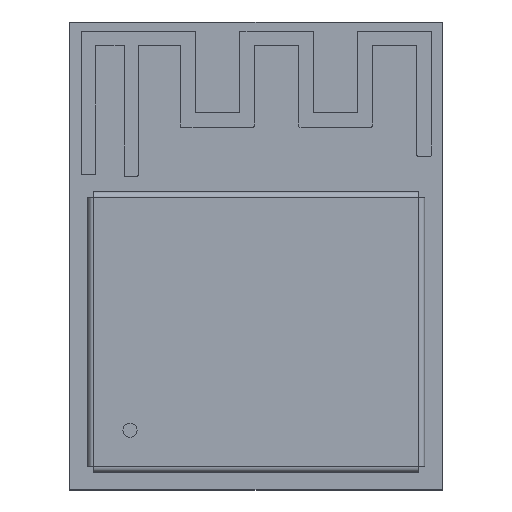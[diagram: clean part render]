
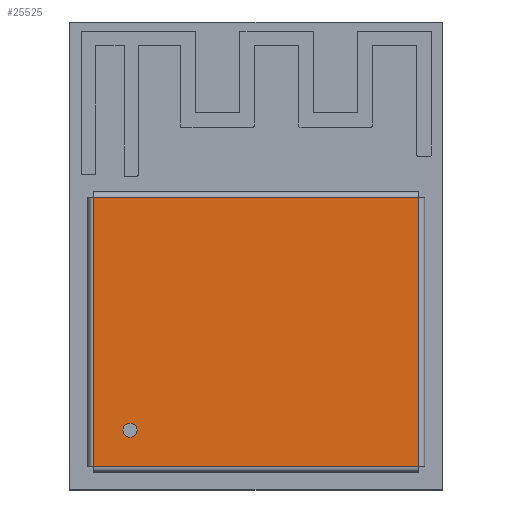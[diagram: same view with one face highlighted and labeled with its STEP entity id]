
A CAD part, top view. The second image highlights one B-rep face of the part: STEP entity #25525.
In plain terms, the highlighted face is planar.
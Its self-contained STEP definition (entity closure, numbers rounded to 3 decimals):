
#122 = VECTOR ( 'NONE', #1368, 1000. ) ;
#689 = EDGE_CURVE ( 'NONE', #17696, #40306, #54439, .T. ) ;
#1368 = DIRECTION ( 'NONE',  ( 1., 0., 0. ) ) ;
#1416 = EDGE_CURVE ( 'NONE', #18838, #30792, #32342, .T. ) ;
#1924 = CARTESIAN_POINT ( 'NONE',  ( -5.775, 1.6, 4.775 ) ) ;
#3897 = DIRECTION ( 'NONE',  ( 0., -1., 0. ) ) ;
#3992 = DIRECTION ( 'NONE',  ( 0., 0., 1. ) ) ;
#4160 = CARTESIAN_POINT ( 'NONE',  ( -4.475, 1.6, 3.475 ) ) ;
#6667 = DIRECTION ( 'NONE',  ( 0., 0., -1. ) ) ;
#6998 = ORIENTED_EDGE ( 'NONE', *, *, #15969, .T. ) ;
#7838 = LINE ( 'NONE', #24925, #122 ) ;
#8886 = VERTEX_POINT ( 'NONE', #31962 ) ;
#9302 = DIRECTION ( 'NONE',  ( 0., 1., 0. ) ) ;
#11579 = CIRCLE ( 'NONE', #33121, 0.25 ) ;
#12335 = EDGE_CURVE ( 'NONE', #8886, #22640, #24461, .T. ) ;
#13848 = DIRECTION ( 'NONE',  ( 0., -1., 0. ) ) ;
#14396 = DIRECTION ( 'NONE',  ( 0., 0., 1. ) ) ;
#14852 = DIRECTION ( 'NONE',  ( -1., 0., 0. ) ) ;
#15969 = EDGE_CURVE ( 'NONE', #30792, #17696, #7838, .T. ) ;
#17696 = VERTEX_POINT ( 'NONE', #55177 ) ;
#18111 = ORIENTED_EDGE ( 'NONE', *, *, #19731, .T. ) ;
#18588 = CARTESIAN_POINT ( 'NONE',  ( -4.475, 1.6, 3.475 ) ) ;
#18838 = VERTEX_POINT ( 'NONE', #42246 ) ;
#19731 = EDGE_CURVE ( 'NONE', #22640, #8886, #11579, .T. ) ;
#22566 = ORIENTED_EDGE ( 'NONE', *, *, #1416, .T. ) ;
#22640 = VERTEX_POINT ( 'NONE', #23436 ) ;
#22919 = VECTOR ( 'NONE', #3992, 1000. ) ;
#23032 = EDGE_CURVE ( 'NONE', #40306, #18838, #36470, .T. ) ;
#23194 = CARTESIAN_POINT ( 'NONE',  ( 5.775, 1.6, 0. ) ) ;
#23436 = CARTESIAN_POINT ( 'NONE',  ( -4.475, 1.6, 3.225 ) ) ;
#24461 = CIRCLE ( 'NONE', #44224, 0.25 ) ;
#24925 = CARTESIAN_POINT ( 'NONE',  ( 0., 1.6, 4.775 ) ) ;
#25525 = ADVANCED_FACE ( 'NONE', ( #40476, #27489 ), #35434, .T. ) ;
#27489 = FACE_OUTER_BOUND ( 'NONE', #29341, .T. ) ;
#28407 = EDGE_LOOP ( 'NONE', ( #50588, #18111 ) ) ;
#29341 = EDGE_LOOP ( 'NONE', ( #6998, #45643, #53984, #22566 ) ) ;
#30792 = VERTEX_POINT ( 'NONE', #1924 ) ;
#30917 = CARTESIAN_POINT ( 'NONE',  ( 0., 1.6, 0. ) ) ;
#31746 = DIRECTION ( 'NONE',  ( 0., 0., 1. ) ) ;
#31962 = CARTESIAN_POINT ( 'NONE',  ( -4.475, 1.6, 3.725 ) ) ;
#32342 = LINE ( 'NONE', #49527, #22919 ) ;
#33071 = DIRECTION ( 'NONE',  ( 0., 0., 1. ) ) ;
#33121 = AXIS2_PLACEMENT_3D ( 'NONE', #18588, #13848, #14396 ) ;
#35434 = PLANE ( 'NONE',  #44449 ) ;
#36470 = LINE ( 'NONE', #49123, #37926 ) ;
#37926 = VECTOR ( 'NONE', #14852, 1000. ) ;
#40306 = VERTEX_POINT ( 'NONE', #42436 ) ;
#40476 = FACE_BOUND ( 'NONE', #28407, .T. ) ;
#42246 = CARTESIAN_POINT ( 'NONE',  ( -5.775, 1.6, -4.775 ) ) ;
#42436 = CARTESIAN_POINT ( 'NONE',  ( 5.775, 1.6, -4.775 ) ) ;
#44224 = AXIS2_PLACEMENT_3D ( 'NONE', #4160, #3897, #33071 ) ;
#44449 = AXIS2_PLACEMENT_3D ( 'NONE', #30917, #9302, #31746 ) ;
#45643 = ORIENTED_EDGE ( 'NONE', *, *, #689, .T. ) ;
#49123 = CARTESIAN_POINT ( 'NONE',  ( 0., 1.6, -4.775 ) ) ;
#49527 = CARTESIAN_POINT ( 'NONE',  ( -5.775, 1.6, 0. ) ) ;
#50588 = ORIENTED_EDGE ( 'NONE', *, *, #12335, .T. ) ;
#52967 = VECTOR ( 'NONE', #6667, 1000. ) ;
#53984 = ORIENTED_EDGE ( 'NONE', *, *, #23032, .T. ) ;
#54439 = LINE ( 'NONE', #23194, #52967 ) ;
#55177 = CARTESIAN_POINT ( 'NONE',  ( 5.775, 1.6, 4.775 ) ) ;
